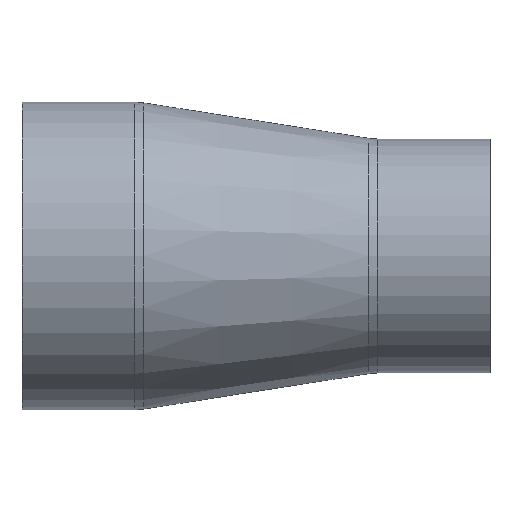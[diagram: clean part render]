
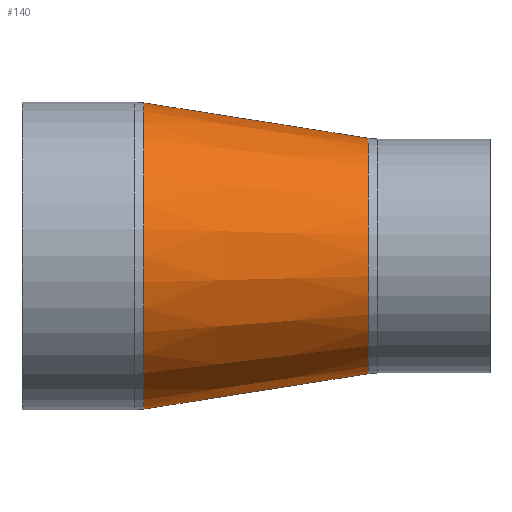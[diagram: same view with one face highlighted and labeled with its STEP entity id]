
A CAD part, top view. The second image highlights one B-rep face of the part: STEP entity #140.
In plain terms, the highlighted conical face has half-angle 8.951 degrees and reference radius 14.7 mm.
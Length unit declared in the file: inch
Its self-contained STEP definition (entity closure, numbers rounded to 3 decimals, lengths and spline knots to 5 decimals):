
#21=CONICAL_SURFACE('',#163,0.57875,8.951);
#28=FACE_BOUND('',#59,.T.);
#41=FACE_OUTER_BOUND('',#58,.T.);
#58=EDGE_LOOP('',(#118));
#59=EDGE_LOOP('',(#119));
#76=CIRCLE('',#161,0.50304);
#78=CIRCLE('',#164,0.65446);
#88=VERTEX_POINT('',#242);
#90=VERTEX_POINT('',#247);
#100=EDGE_CURVE('',#88,#88,#76,.T.);
#102=EDGE_CURVE('',#90,#90,#78,.T.);
#118=ORIENTED_EDGE('',*,*,#102,.F.);
#119=ORIENTED_EDGE('',*,*,#100,.F.);
#140=ADVANCED_FACE('',(#41,#28),#21,.T.);
#161=AXIS2_PLACEMENT_3D('',#243,#199,#200);
#163=AXIS2_PLACEMENT_3D('',#246,#203,#204);
#164=AXIS2_PLACEMENT_3D('',#248,#205,#206);
#199=DIRECTION('center_axis',(1.,0.,0.));
#200=DIRECTION('ref_axis',(0.,-1.,0.));
#203=DIRECTION('center_axis',(-1.,0.,0.));
#204=DIRECTION('ref_axis',(0.,1.,0.));
#205=DIRECTION('center_axis',(-1.,0.,0.));
#206=DIRECTION('ref_axis',(0.,-1.,0.));
#242=CARTESIAN_POINT('',(1.48067,0.50304,0.));
#243=CARTESIAN_POINT('Origin',(1.48067,0.,0.));
#246=CARTESIAN_POINT('Origin',(1.,0.,0.));
#247=CARTESIAN_POINT('',(0.51933,0.65446,0.));
#248=CARTESIAN_POINT('Origin',(0.51933,0.,0.));
